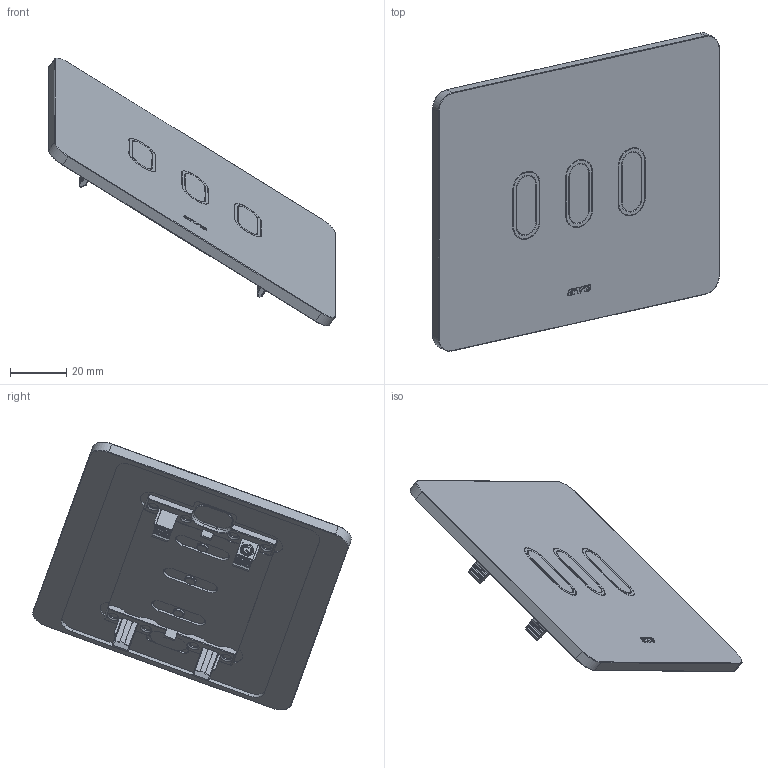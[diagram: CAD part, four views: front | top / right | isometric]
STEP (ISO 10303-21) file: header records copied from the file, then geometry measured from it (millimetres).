
FILE_DESCRIPTION(('CATIA V5 STEP Exchange'),'2;1');
FILE_NAME('44PSMCTC03@.stp','2024-10-03T08:49:27+00:00',('none'),('none'),'CATIA Version 5-6 Release 2016 SP6','CATIA V5 STEP AP203','none');
FILE_SCHEMA(('CONFIG_CONTROL_DESIGN'));
Length unit declared in the file: millimetre
Products named in the file (1): 44PSMCTC03@
Assembly tree (10 placements, depth 2):
  44PSMCTC03@
    #57  x2
    #11705  x3
    #13098
    #22479  x3
    #22680
Bounding box: 102.29 x 113.66 x 95.6 mm (x, y, z)
Volume: 40822.6 mm3; surface area: 32858.6 mm2
Topology: 9 solids, 9 shells, 1028 faces, 2600 edges, 1595 vertices
Faces by surface type: plane 407, cylinder 374, bspline 76, torus 74, extrusion 37, sphere 36, cone 24
Entity records: 22698 total; most frequent: CARTESIAN_POINT 8647, ORIENTED_EDGE 3178, DIRECTION 2235, EDGE_CURVE 1589, VERTEX_POINT 1007, AXIS2_PLACEMENT_3D 883, VECTOR 879, LINE 842
